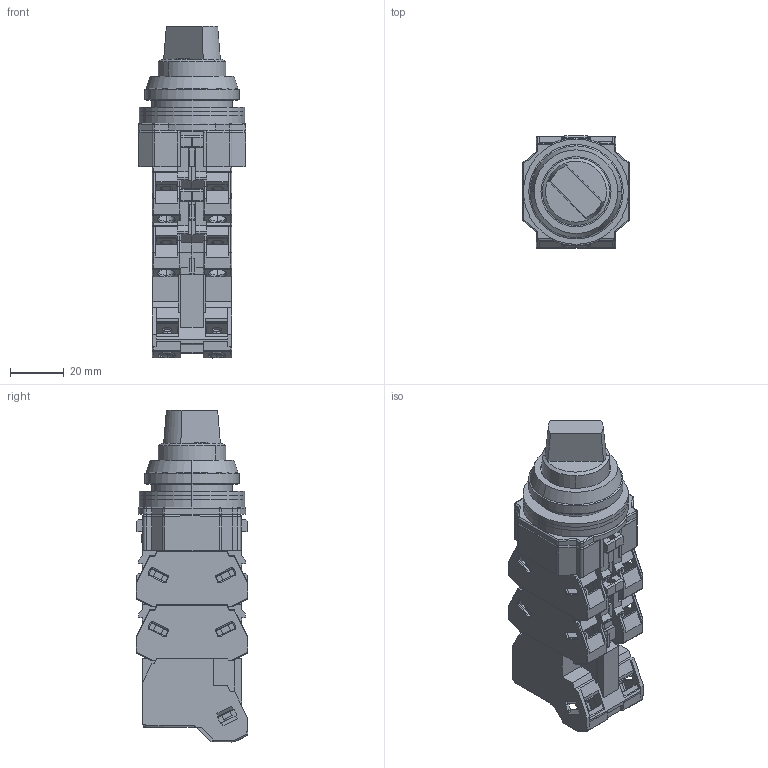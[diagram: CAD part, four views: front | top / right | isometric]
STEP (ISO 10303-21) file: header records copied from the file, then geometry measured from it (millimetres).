
FILE_DESCRIPTION (( 'STEP AP203' ), '1' );
FILE_NAME ('OUTSIDE-ASLD2_ASLD316or26.STEP', '2017-04-05T03:11:45', ( '' ), ( '' ), 'SwSTEP 2.0', 'SolidWorks 2014', '' );
FILE_SCHEMA (( 'CONFIG_CONTROL_DESIGN' ));
Length unit declared in the file: millimetre
Products named in the file (8): OUTSIDE-OG-11; OUTSIDE-ASLD2_ASLD316or26; OUTSIDE-OW-12; OUTSIDE-HW-U; OUTSIDE-TWTD-C-BODY-KIT-N; OUTSIDE-OW-11; OUTSIDE-HW-T; OUTSIDE-ASLNH(D)-※
Assembly tree (11 placements, depth 2):
  OUTSIDE-ASLD2_ASLD316or26
    OUTSIDE-TWTD-C-BODY-KIT-N
    OUTSIDE-ASLNH(D)-※
    OUTSIDE-OW-12
    OUTSIDE-OW-11  x2
    OUTSIDE-OG-11
    OUTSIDE-HW-U  x4
    OUTSIDE-HW-T
Bounding box: 40 x 41.4 x 123.1 mm (x, y, z)
Volume: 108107.5 mm3; surface area: 42596.2 mm2
Topology: 11 solids, 13 shells, 1570 faces, 4282 edges, 2742 vertices
Faces by surface type: plane 946, cylinder 411, bspline 179, cone 30, sphere 4
Entity records: 26394 total; most frequent: CARTESIAN_POINT 6656, ORIENTED_EDGE 4088, DIRECTION 3706, EDGE_CURVE 2044, LINE 1470, VECTOR 1470, VERTEX_POINT 1318, AXIS2_PLACEMENT_3D 1118
